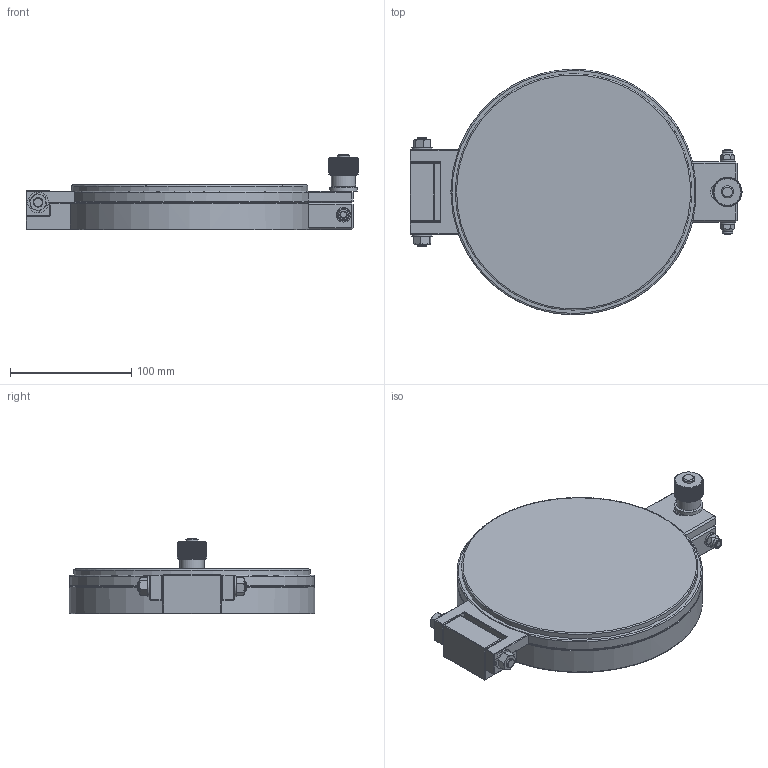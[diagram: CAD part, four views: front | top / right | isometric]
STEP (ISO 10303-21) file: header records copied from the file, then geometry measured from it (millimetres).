
FILE_DESCRIPTION (( 'STEP AP214' ), '1' );
FILE_NAME ('PRP1CF160 FULLVAC.STEP', '2020-03-05T09:07:11', ( '' ), ( '' ), 'SwSTEP 2.0', 'SolidWorks 2017', '' );
FILE_SCHEMA (( 'AUTOMOTIVE_DESIGN' ));
Length unit declared in the file: millimetre
Products named in the file (1): PRP1CF160 FULLVAC
Bounding box: 274 x 202.44 x 62.35 mm (x, y, z)
Volume: 729019.8 mm3; surface area: 145183.4 mm2
Topology: 1 solids, 1 shells, 637 faces, 1556 edges, 981 vertices
Faces by surface type: plane 417, cylinder 168, cone 45, bspline 7
Full cylindrical faces by diameter (mm): 6 x1, 6.3 x3, 6.4 x2, 8 x2, 8.43 x20, 8.5 x2, 10 x2, 10.5 x1, 12 x2, 13.5 x20, 14 x2, 16 x1, 17 x2, 20 x1, 23 x1, 152.8 x1, 152.9 x1, 171.45 x1, 195 x1
Entity records: 27434 total; most frequent: CARTESIAN_POINT 6525, ORIENTED_EDGE 2902, DIRECTION 2639, EDGE_CURVE 1451, AXIS2_PLACEMENT_3D 1016, VERTEX_POINT 963, EDGE_LOOP 798, FACE_OUTER_BOUND 708
